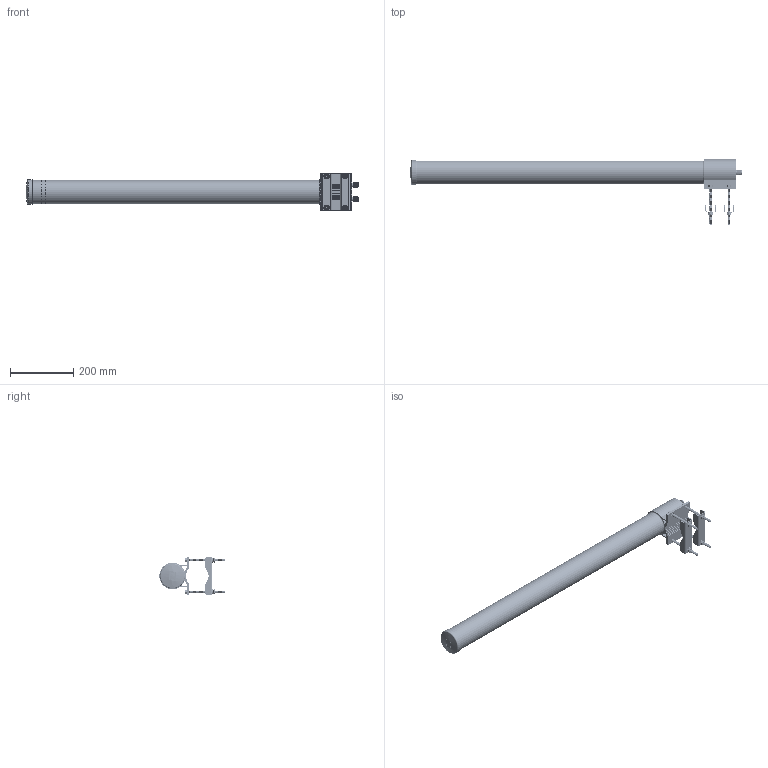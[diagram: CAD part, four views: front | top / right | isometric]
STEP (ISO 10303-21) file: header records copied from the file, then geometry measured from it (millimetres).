
FILE_DESCRIPTION (( 'STEP AP214' ), '1' );
FILE_NAME ('HG2458-09DPU2_3D.STEP', '2022-04-12T18:55:41', ( '' ), ( '' ), 'SwSTEP 2.0', 'SolidWorks 2021', '' );
FILE_SCHEMA (( 'AUTOMOTIVE_DESIGN' ));
Length unit declared in the file: inch
Products named in the file (7): HG2458-09DPU2_Bracket; HG2458-09DPU2_3D; HG2458-09DPU2_ANTENNA; M8-1.25_HexNut; M8_LockWasher; M8-1.25x120mm; M8_FlatWasher
Assembly tree (19 placements, depth 2):
  HG2458-09DPU2_3D
    HG2458-09DPU2_ANTENNA
    M8-1.25x120mm  x4
    M8_FlatWasher  x4
    M8_LockWasher  x4
    M8-1.25_HexNut  x4
    HG2458-09DPU2_Bracket  x2
Bounding box: 1051.9 x 207.3 x 117.91 mm (x, y, z)
Volume: 4768858.9 mm3; surface area: 363405.7 mm2
Topology: 19 solids, 20 shells, 3304 faces, 6871 edges, 3623 vertices
Faces by surface type: cone 2792, plane 300, cylinder 126, torus 80, sphere 6
Entity records: 41111 total; most frequent: DIRECTION 5722, CARTESIAN_POINT 5267, ORIENTED_EDGE 4806, EDGE_CURVE 2403, AXIS2_PLACEMENT_3D 2210, VERTEX_POINT 1321, LINE 1302, VECTOR 1302
